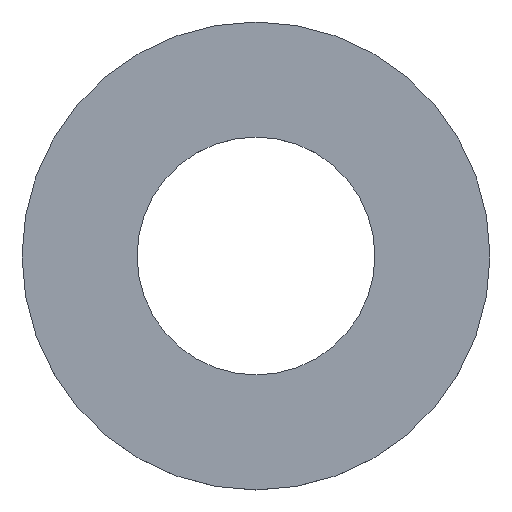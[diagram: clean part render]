
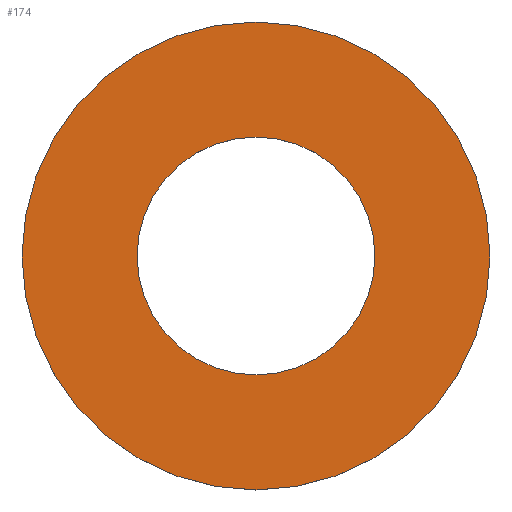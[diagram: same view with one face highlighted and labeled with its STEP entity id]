
A CAD part, top view. The second image highlights one B-rep face of the part: STEP entity #174.
In plain terms, the highlighted planar face has unit normal (0, 0, 1).
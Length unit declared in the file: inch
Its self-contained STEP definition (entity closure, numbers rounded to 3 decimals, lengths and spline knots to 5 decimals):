
#1 = DIRECTION ( 'NONE',  ( 1., 0., 0. ) ) ;
#2 = CIRCLE ( 'NONE', #87, 0.23438 ) ;
#3 = CIRCLE ( 'NONE', #42, 0.46094 ) ;
#6 = DIRECTION ( 'NONE',  ( 0., 0., 1. ) ) ;
#8 = CARTESIAN_POINT ( 'NONE',  ( 0., 0., 0. ) ) ;
#10 = AXIS2_PLACEMENT_3D ( 'NONE', #8, #6, #1 ) ;
#16 = FACE_OUTER_BOUND ( 'NONE', #178, .T. ) ;
#30 = DIRECTION ( 'NONE',  ( 0., 0., 1. ) ) ;
#34 = CARTESIAN_POINT ( 'NONE',  ( 0., 0., 0. ) ) ;
#41 = VERTEX_POINT ( 'NONE', #79 ) ;
#42 = AXIS2_PLACEMENT_3D ( 'NONE', #54, #184, #73 ) ;
#49 = CARTESIAN_POINT ( 'NONE',  ( 0.46094, 0., 0. ) ) ;
#50 = DIRECTION ( 'NONE',  ( 1., 0., 0. ) ) ;
#54 = CARTESIAN_POINT ( 'NONE',  ( 0., 0., 0. ) ) ;
#60 = VERTEX_POINT ( 'NONE', #82 ) ;
#66 = CARTESIAN_POINT ( 'NONE',  ( 0., 0., 0. ) ) ;
#70 = CARTESIAN_POINT ( 'NONE',  ( 0.23438, 0., 0. ) ) ;
#73 = DIRECTION ( 'NONE',  ( 1., 0., 0. ) ) ;
#79 = CARTESIAN_POINT ( 'NONE',  ( -0.23438, 0., 0. ) ) ;
#81 = DIRECTION ( 'NONE',  ( 1., 0., 0. ) ) ;
#82 = CARTESIAN_POINT ( 'NONE',  ( -0.46094, 0., 0. ) ) ;
#85 = ORIENTED_EDGE ( 'NONE', *, *, #150, .F. ) ;
#87 = AXIS2_PLACEMENT_3D ( 'NONE', #66, #197, #81 ) ;
#90 = VERTEX_POINT ( 'NONE', #49 ) ;
#91 = EDGE_CURVE ( 'NONE', #90, #60, #228, .T. ) ;
#100 = PLANE ( 'NONE',  #125 ) ;
#101 = ORIENTED_EDGE ( 'NONE', *, *, #129, .T. ) ;
#114 = CIRCLE ( 'NONE', #177, 0.23438 ) ;
#125 = AXIS2_PLACEMENT_3D ( 'NONE', #134, #30, #157 ) ;
#129 = EDGE_CURVE ( 'NONE', #60, #90, #3, .T. ) ;
#134 = CARTESIAN_POINT ( 'NONE',  ( 0., 0., 0. ) ) ;
#150 = EDGE_CURVE ( 'NONE', #242, #41, #2, .T. ) ;
#157 = DIRECTION ( 'NONE',  ( 1., 0., 0. ) ) ;
#159 = DIRECTION ( 'NONE',  ( 0., 0., 1. ) ) ;
#170 = ORIENTED_EDGE ( 'NONE', *, *, #217, .F. ) ;
#174 = ADVANCED_FACE ( 'NONE', ( #246, #16 ), #100, .T. ) ;
#177 = AXIS2_PLACEMENT_3D ( 'NONE', #34, #159, #50 ) ;
#178 = EDGE_LOOP ( 'NONE', ( #210, #101 ) ) ;
#184 = DIRECTION ( 'NONE',  ( 0., 0., 1. ) ) ;
#197 = DIRECTION ( 'NONE',  ( 0., 0., 1. ) ) ;
#210 = ORIENTED_EDGE ( 'NONE', *, *, #91, .T. ) ;
#217 = EDGE_CURVE ( 'NONE', #41, #242, #114, .T. ) ;
#228 = CIRCLE ( 'NONE', #10, 0.46094 ) ;
#242 = VERTEX_POINT ( 'NONE', #70 ) ;
#246 = FACE_BOUND ( 'NONE', #249, .T. ) ;
#249 = EDGE_LOOP ( 'NONE', ( #85, #170 ) ) ;
